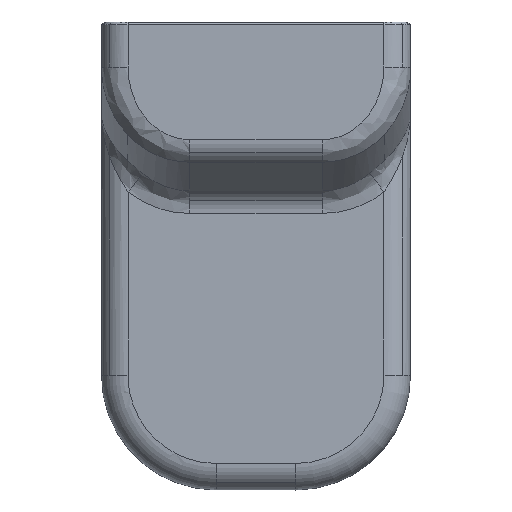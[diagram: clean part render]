
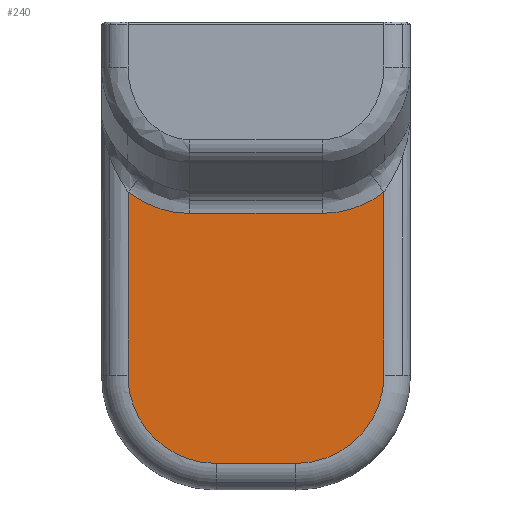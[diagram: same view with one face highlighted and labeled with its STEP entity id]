
A CAD part, top view. The second image highlights one B-rep face of the part: STEP entity #240.
In plain terms, the highlighted planar face has unit normal (0, 0, 1).
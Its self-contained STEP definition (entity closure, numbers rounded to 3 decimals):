
#70=CARTESIAN_POINT('Vertex',(14.5,-18.,10.8)) ;
#73=CARTESIAN_POINT('Axis2P3D Location',(4.5,-18.,10.8)) ;
#77=CARTESIAN_POINT('Vertex',(4.5,-28.,10.8)) ;
#154=CARTESIAN_POINT('Vertex',(14.5,2.73,10.8)) ;
#157=CARTESIAN_POINT('Line Origine',(14.5,3.75,10.8)) ;
#169=CARTESIAN_POINT('Axis2P3D Location',(0.,-11.173,10.8)) ;
#175=CARTESIAN_POINT('Control Point',(-4.5,-28.,10.8)) ;
#176=CARTESIAN_POINT('Control Point',(-5.43,-28.,10.8)) ;
#177=CARTESIAN_POINT('Control Point',(-6.359,-27.892,10.8)) ;
#178=CARTESIAN_POINT('Control Point',(-7.272,-27.676,10.8)) ;
#179=CARTESIAN_POINT('Control Point',(-9.03,-27.036,10.8)) ;
#180=CARTESIAN_POINT('Control Point',(-10.595,-26.01,10.8)) ;
#181=CARTESIAN_POINT('Control Point',(-11.315,-25.407,10.8)) ;
#182=CARTESIAN_POINT('Control Point',(-12.6,-24.047,10.8)) ;
#183=CARTESIAN_POINT('Control Point',(-13.539,-22.428,10.8)) ;
#184=CARTESIAN_POINT('Control Point',(-13.912,-21.567,10.8)) ;
#185=CARTESIAN_POINT('Control Point',(-14.284,-20.331,10.8)) ;
#186=CARTESIAN_POINT('Control Point',(-14.453,-19.059,10.8)) ;
#187=CARTESIAN_POINT('Control Point',(-14.484,-18.706,10.8)) ;
#188=CARTESIAN_POINT('Control Point',(-14.5,-18.353,10.8)) ;
#189=CARTESIAN_POINT('Control Point',(-14.5,-18.,10.8)) ;
#190=CARTESIAN_POINT('Vertex',(-4.5,-28.,10.8)) ;
#192=CARTESIAN_POINT('Vertex',(-14.5,-18.,10.8)) ;
#195=CARTESIAN_POINT('Line Origine',(0.,-28.,10.8)) ;
#201=CARTESIAN_POINT('Control Point',(7.5,0.326,10.8)) ;
#202=CARTESIAN_POINT('Control Point',(9.359,0.326,10.8)) ;
#203=CARTESIAN_POINT('Control Point',(11.218,0.744,10.8)) ;
#204=CARTESIAN_POINT('Control Point',(12.959,1.573,10.8)) ;
#205=CARTESIAN_POINT('Control Point',(14.5,2.73,10.8)) ;
#206=CARTESIAN_POINT('Vertex',(7.5,0.326,10.8)) ;
#209=CARTESIAN_POINT('Line Origine',(0.,0.326,10.8)) ;
#213=CARTESIAN_POINT('Vertex',(-7.5,0.326,10.8)) ;
#217=CARTESIAN_POINT('Control Point',(-14.5,2.73,10.8)) ;
#218=CARTESIAN_POINT('Control Point',(-12.959,1.573,10.8)) ;
#219=CARTESIAN_POINT('Control Point',(-11.218,0.744,10.8)) ;
#220=CARTESIAN_POINT('Control Point',(-9.359,0.326,10.8)) ;
#221=CARTESIAN_POINT('Control Point',(-7.5,0.326,10.8)) ;
#222=CARTESIAN_POINT('Vertex',(-14.5,2.73,10.8)) ;
#225=CARTESIAN_POINT('Line Origine',(-14.5,-7.635,10.8)) ;
#74=DIRECTION('Axis2P3D Direction',(0.,0.,1.)) ;
#158=DIRECTION('Vector Direction',(0.,1.,0.)) ;
#170=DIRECTION('Axis2P3D Direction',(0.,0.,1.)) ;
#171=DIRECTION('Axis2P3D XDirection',(0.,1.,0.)) ;
#196=DIRECTION('Vector Direction',(-1.,0.,0.)) ;
#210=DIRECTION('Vector Direction',(1.,0.,0.)) ;
#226=DIRECTION('Vector Direction',(0.,1.,0.)) ;
#75=AXIS2_PLACEMENT_3D('Circle Axis2P3D',#73,#74,$) ;
#172=AXIS2_PLACEMENT_3D('Plane Axis2P3D',#169,#170,#171) ;
#231=ORIENTED_EDGE('',*,*,#194,.F.) ;
#232=ORIENTED_EDGE('',*,*,#199,.F.) ;
#233=ORIENTED_EDGE('',*,*,#79,.F.) ;
#234=ORIENTED_EDGE('',*,*,#161,.F.) ;
#235=ORIENTED_EDGE('',*,*,#208,.F.) ;
#236=ORIENTED_EDGE('',*,*,#215,.F.) ;
#237=ORIENTED_EDGE('',*,*,#224,.F.) ;
#238=ORIENTED_EDGE('',*,*,#229,.F.) ;
#159=VECTOR('Line Direction',#158,1.) ;
#197=VECTOR('Line Direction',#196,1.) ;
#211=VECTOR('Line Direction',#210,1.) ;
#227=VECTOR('Line Direction',#226,1.) ;
#240=ADVANCED_FACE('Body.4',(#239),#173,.T.) ;
#174=B_SPLINE_CURVE_WITH_KNOTS('',5,(#175,#176,#177,#178,#179,#180,#181,#182,#183,#184,#185,#186,#187,#188,#189),.UNSPECIFIED.,.F.,.U.,(6,3,3,3,6),(0.,6.573,13.145,19.718,22.213),.UNSPECIFIED.) ;
#200=B_SPLINE_CURVE_WITH_KNOTS('',4,(#201,#202,#203,#204,#205),.UNSPECIFIED.,.F.,.U.,(5,5),(0.,13.67),.UNSPECIFIED.) ;
#216=B_SPLINE_CURVE_WITH_KNOTS('',4,(#217,#218,#219,#220,#221),.UNSPECIFIED.,.F.,.U.,(5,5),(0.,13.67),.UNSPECIFIED.) ;
#76=CIRCLE('generated circle',#75,10.) ;
#79=EDGE_CURVE('',#71,#78,#76,.F.) ;
#161=EDGE_CURVE('',#155,#71,#160,.F.) ;
#194=EDGE_CURVE('',#191,#193,#174,.T.) ;
#199=EDGE_CURVE('',#78,#191,#198,.T.) ;
#208=EDGE_CURVE('',#207,#155,#200,.T.) ;
#215=EDGE_CURVE('',#214,#207,#212,.T.) ;
#224=EDGE_CURVE('',#223,#214,#216,.T.) ;
#229=EDGE_CURVE('',#193,#223,#228,.T.) ;
#230=EDGE_LOOP('',(#231,#232,#233,#234,#235,#236,#237,#238)) ;
#239=FACE_OUTER_BOUND('',#230,.T.) ;
#160=LINE('Line',#157,#159) ;
#198=LINE('Line',#195,#197) ;
#212=LINE('Line',#209,#211) ;
#228=LINE('Line',#225,#227) ;
#173=PLANE('Plane',#172) ;
#71=VERTEX_POINT('',#70) ;
#78=VERTEX_POINT('',#77) ;
#155=VERTEX_POINT('',#154) ;
#191=VERTEX_POINT('',#190) ;
#193=VERTEX_POINT('',#192) ;
#207=VERTEX_POINT('',#206) ;
#214=VERTEX_POINT('',#213) ;
#223=VERTEX_POINT('',#222) ;
